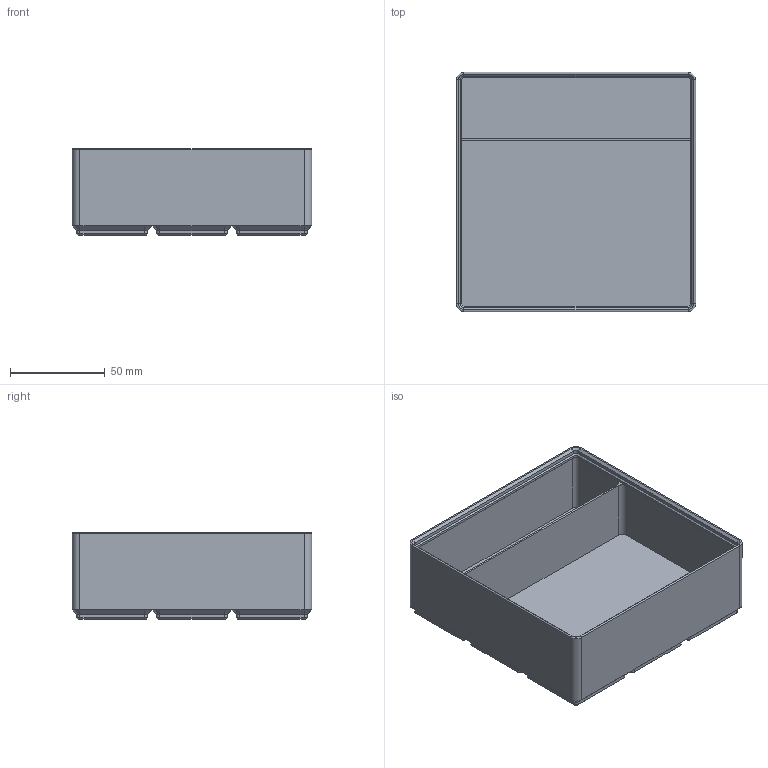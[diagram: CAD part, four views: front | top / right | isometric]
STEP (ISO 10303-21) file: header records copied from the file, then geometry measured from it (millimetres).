
FILE_DESCRIPTION(/* description */ (''),/* implementation_level */ '2;1');
FILE_NAME(/* name */ 'Brother Label Cartridge v2.step',/* time_stamp */ '2022-10-24T23:24:13+09:00',/* author */ (''),/* organization */ (''),/* preprocessor_version */ 'ST-DEVELOPER v19',/* originating_system */ 'Autodesk Translation Framework v11.7.0.108',/* authorisation */ '');
FILE_SCHEMA (('AUTOMOTIVE_DESIGN { 1 0 10303 214 3 1 1 }'));
Length unit declared in the file: millimetre
Products named in the file (2): Brother Label Cartridge; Blank Storage
Assembly tree (1 placements, depth 2):
  Brother Label Cartridge
    Blank Storage
Bounding box: 126 x 126 x 45.8 mm (x, y, z)
Volume: 130653.3 mm3; surface area: 104124.8 mm2
Topology: 7 solids, 7 shells, 309 faces, 663 edges, 368 vertices
Faces by surface type: plane 161, cone 84, cylinder 60, torus 4
Entity records: 8122 total; most frequent: DIRECTION 1481, CARTESIAN_POINT 1343, ORIENTED_EDGE 1326, EDGE_CURVE 663, AXIS2_PLACEMENT_3D 506, LINE 469, VECTOR 469, VERTEX_POINT 368
